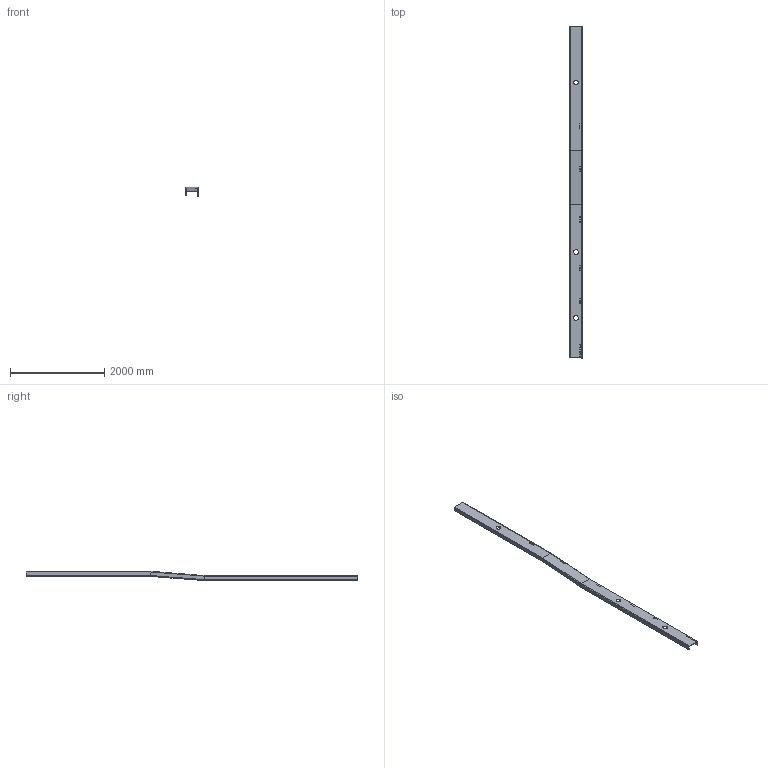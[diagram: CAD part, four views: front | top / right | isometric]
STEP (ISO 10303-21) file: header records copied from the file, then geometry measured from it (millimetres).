
FILE_DESCRIPTION (( 'STEP AP203' ), '1' );
FILE_NAME ('M5 - MirrorUV_01.IGS_Default_sldprt.STEP', '2023-01-17T11:22:50', ( '' ), ( '' ), 'SwSTEP 2.0', 'SolidWorks 2019', '' );
FILE_SCHEMA (( 'CONFIG_CONTROL_DESIGN' ));
Length unit declared in the file: millimetre
Products named in the file (1): M5 - MirrorUV_01.IGS_Default_sldprt
Bounding box: 266 x 7050 x 197.17 mm (x, y, z)
Volume: 24559447.3 mm3; surface area: 6279964.9 mm2
Topology: 1 solids, 1 shells, 126 faces, 312 edges, 188 vertices
Faces by surface type: bspline 126
Entity records: 6834 total; most frequent: CARTESIAN_POINT 4836, ORIENTED_EDGE 624, EDGE_CURVE 312, B_SPLINE_CURVE_WITH_KNOTS 254, VERTEX_POINT 188, EDGE_LOOP 174, ADVANCED_FACE 126, FACE_OUTER_BOUND 126
